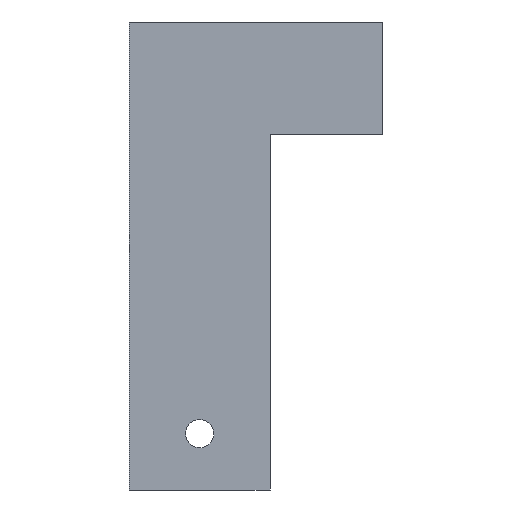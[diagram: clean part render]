
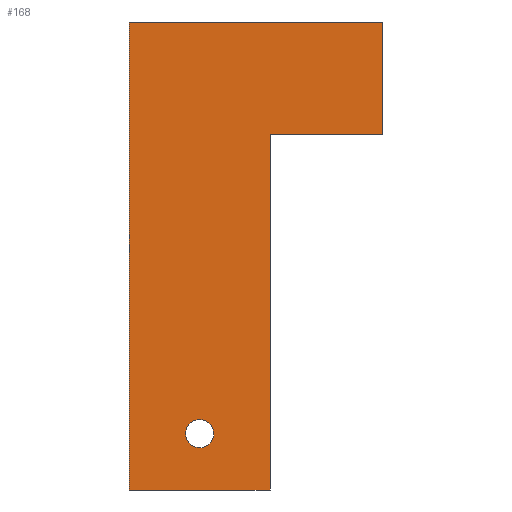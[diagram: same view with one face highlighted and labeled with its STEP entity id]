
A CAD part, left-side view. The second image highlights one B-rep face of the part: STEP entity #168.
In plain terms, the highlighted planar face has unit normal (-1, 0, 0).
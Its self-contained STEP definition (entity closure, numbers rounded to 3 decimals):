
#15=FACE_BOUND('',#35,.T.);
#18=CIRCLE('',#190,5.);
#25=FACE_OUTER_BOUND('',#34,.T.);
#34=EDGE_LOOP('',(#133,#134,#135,#136,#137,#138));
#35=EDGE_LOOP('',(#139));
#42=LINE('',#248,#61);
#46=LINE('',#255,#65);
#50=LINE('',#269,#69);
#53=LINE('',#275,#72);
#55=LINE('',#278,#74);
#56=LINE('',#279,#75);
#61=VECTOR('',#203,10.);
#65=VECTOR('',#209,10.);
#69=VECTOR('',#221,10.);
#72=VECTOR('',#226,10.);
#74=VECTOR('',#230,10.);
#75=VECTOR('',#231,10.);
#80=VERTEX_POINT('',#245);
#81=VERTEX_POINT('',#247);
#83=VERTEX_POINT('',#253);
#85=VERTEX_POINT('',#259);
#88=VERTEX_POINT('',#266);
#89=VERTEX_POINT('',#268);
#91=VERTEX_POINT('',#274);
#94=EDGE_CURVE('',#81,#80,#42,.T.);
#98=EDGE_CURVE('',#80,#83,#46,.T.);
#101=EDGE_CURVE('',#85,#85,#18,.T.);
#104=EDGE_CURVE('',#89,#88,#50,.T.);
#107=EDGE_CURVE('',#89,#91,#53,.T.);
#109=EDGE_CURVE('',#81,#88,#55,.T.);
#110=EDGE_CURVE('',#91,#83,#56,.T.);
#133=ORIENTED_EDGE('',*,*,#104,.T.);
#134=ORIENTED_EDGE('',*,*,#109,.F.);
#135=ORIENTED_EDGE('',*,*,#94,.T.);
#136=ORIENTED_EDGE('',*,*,#98,.T.);
#137=ORIENTED_EDGE('',*,*,#110,.F.);
#138=ORIENTED_EDGE('',*,*,#107,.F.);
#139=ORIENTED_EDGE('',*,*,#101,.T.);
#159=PLANE('',#193);
#168=ADVANCED_FACE('',(#25,#15),#159,.T.);
#190=AXIS2_PLACEMENT_3D('',#261,#215,#216);
#193=AXIS2_PLACEMENT_3D('',#277,#228,#229);
#203=DIRECTION('',(0.,-1.,0.));
#209=DIRECTION('',(0.,0.,1.));
#215=DIRECTION('center_axis',(1.,0.,0.));
#216=DIRECTION('ref_axis',(0.,1.,0.));
#221=DIRECTION('',(0.,-1.,0.));
#226=DIRECTION('',(0.,0.,1.));
#228=DIRECTION('center_axis',(-1.,0.,0.));
#229=DIRECTION('ref_axis',(0.,0.,1.));
#230=DIRECTION('',(0.,0.,-1.));
#231=DIRECTION('',(0.,-1.,0.));
#245=CARTESIAN_POINT('',(-30.,-65.,43.));
#247=CARTESIAN_POINT('',(-30.,-25.,43.));
#248=CARTESIAN_POINT('',(-30.,-22.5,43.));
#253=CARTESIAN_POINT('',(-30.,-65.,83.));
#255=CARTESIAN_POINT('',(-30.,-65.,-22.5));
#259=CARTESIAN_POINT('',(-30.,-5.,-63.));
#261=CARTESIAN_POINT('Origin',(-30.,0.,-63.));
#266=CARTESIAN_POINT('',(-30.,-25.,-83.));
#268=CARTESIAN_POINT('',(-30.,25.,-83.));
#269=CARTESIAN_POINT('',(-30.,0.,-83.));
#274=CARTESIAN_POINT('',(-30.,25.,83.));
#275=CARTESIAN_POINT('',(-30.,25.,-88.));
#277=CARTESIAN_POINT('Origin',(-30.,0.,-88.));
#278=CARTESIAN_POINT('',(-30.,-25.,-88.));
#279=CARTESIAN_POINT('',(-30.,-25.,83.));
